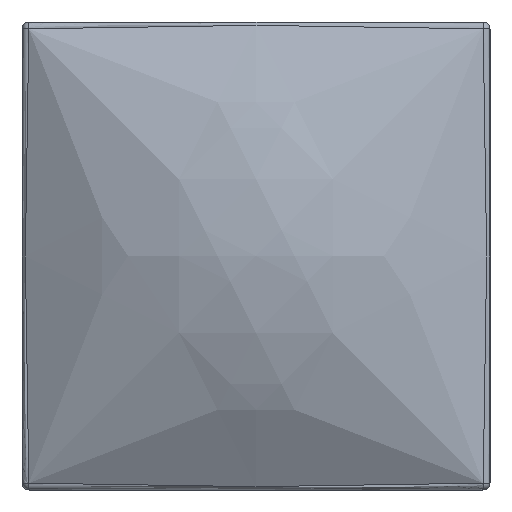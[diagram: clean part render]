
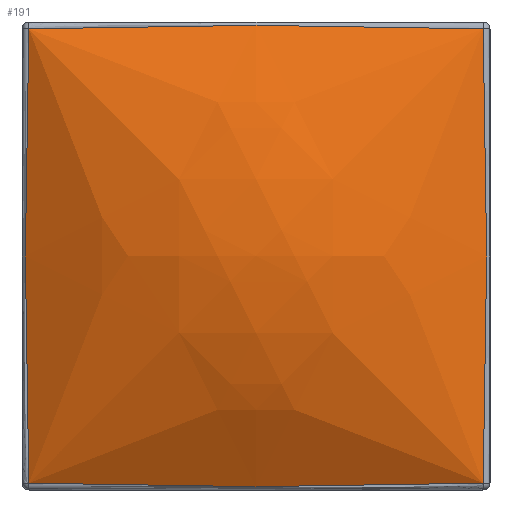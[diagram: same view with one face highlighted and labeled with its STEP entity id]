
A CAD part, left-side view. The second image highlights one B-rep face of the part: STEP entity #191.
In plain terms, the highlighted free-form (B-spline) face has degree [3, 3] with [4, 4] control points.
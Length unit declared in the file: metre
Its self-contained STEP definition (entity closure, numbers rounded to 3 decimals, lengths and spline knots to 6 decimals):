
#191=ADVANCED_FACE('0:163',(#376),#377,.F.);
#376=FACE_OUTER_BOUND('',#579,.T.);
#377=B_SPLINE_SURFACE_WITH_KNOTS('',3,3,((#580,#581,#582,#583),(#584,#585,#586,#587),(#588,#589,#590,#591),(#592,#593,#594,#595)),.UNSPECIFIED.,.F.,.F.,.F.,(4,4),(4,4),(0.003239,0.996761),(0.003239,0.996761),.UNSPECIFIED.);
#579=EDGE_LOOP('',(#1070,#1071,#1072,#1073));
#580=CARTESIAN_POINT('',(-0.0008,0.00041,-0.00001));
#581=CARTESIAN_POINT('',(-0.000802,0.000137,-0.00001));
#582=CARTESIAN_POINT('',(-0.000802,-0.000137,-0.00001));
#583=CARTESIAN_POINT('',(-0.0008,-0.00041,-0.00001));
#584=CARTESIAN_POINT('',(-0.000802,0.00041,0.000263));
#585=CARTESIAN_POINT('',(-0.00103,0.000137,0.000263));
#586=CARTESIAN_POINT('',(-0.00103,-0.000137,0.000263));
#587=CARTESIAN_POINT('',(-0.000802,-0.00041,0.000263));
#588=CARTESIAN_POINT('',(-0.000802,0.00041,0.000537));
#589=CARTESIAN_POINT('',(-0.00103,0.000137,0.000537));
#590=CARTESIAN_POINT('',(-0.00103,-0.000137,0.000537));
#591=CARTESIAN_POINT('',(-0.000802,-0.00041,0.000537));
#592=CARTESIAN_POINT('',(-0.0008,0.00041,0.00081));
#593=CARTESIAN_POINT('',(-0.000802,0.000137,0.00081));
#594=CARTESIAN_POINT('',(-0.000802,-0.000137,0.00081));
#595=CARTESIAN_POINT('',(-0.0008,-0.00041,0.00081));
#1070=ORIENTED_EDGE('',*,*,#1466,.T.);
#1071=ORIENTED_EDGE('',*,*,#1467,.T.);
#1072=ORIENTED_EDGE('',*,*,#1468,.T.);
#1073=ORIENTED_EDGE('',*,*,#1469,.T.);
#1466=EDGE_CURVE('0:277',#1683,#1684,#1685,.T.);
#1467=EDGE_CURVE('0:280',#1684,#1686,#1687,.T.);
#1468=EDGE_CURVE('0:283',#1686,#1688,#1689,.T.);
#1469=EDGE_CURVE('0:286',#1688,#1683,#1690,.T.);
#1683=VERTEX_POINT('NONE',#2008);
#1684=VERTEX_POINT('NONE',#2009);
#1685=B_SPLINE_CURVE_WITH_KNOTS('',3,(#2010,#2011,#2012,#2013,#2014,#2015,#2016,#2017,#2018,#2019,#2020,#2021,#2022),.UNSPECIFIED.,.F.,.F.,(4,3,3,3,4),(0.0,0.000086,0.000401,0.000716,0.000801),.UNSPECIFIED.);
#1686=VERTEX_POINT('NONE',#2023);
#1687=B_SPLINE_CURVE_WITH_KNOTS('',3,(#2024,#2025,#2026,#2027,#2028,#2029,#2030,#2031,#2032,#2033,#2034,#2035,#2036),.UNSPECIFIED.,.F.,.F.,(4,3,3,3,4),(0.,0.000086,0.000401,0.000716,0.000801),.UNSPECIFIED.);
#1688=VERTEX_POINT('NONE',#2037);
#1689=B_SPLINE_CURVE_WITH_KNOTS('',3,(#2038,#2039,#2040,#2041,#2042,#2043,#2044,#2045,#2046,#2047,#2048,#2049,#2050),.UNSPECIFIED.,.F.,.F.,(4,3,3,3,4),(0.0,0.000086,0.000401,0.000716,0.000801),.UNSPECIFIED.);
#1690=B_SPLINE_CURVE_WITH_KNOTS('',3,(#2051,#2052,#2053,#2054,#2055,#2056,#2057,#2058,#2059,#2060,#2061,#2062,#2063),.UNSPECIFIED.,.F.,.F.,(4,3,3,3,4),(0.0,0.000086,0.000401,0.000716,0.000801),.UNSPECIFIED.);
#2008=CARTESIAN_POINT('',(-0.0008,0.0004,0.0008));
#2009=CARTESIAN_POINT('',(-0.0008,0.0004,0.));
#2010=CARTESIAN_POINT('',(-0.0008,0.0004,0.0008));
#2011=CARTESIAN_POINT('',(-0.000801,0.000401,0.000772));
#2012=CARTESIAN_POINT('',(-0.000802,0.000402,0.000743));
#2013=CARTESIAN_POINT('',(-0.000802,0.000403,0.000715));
#2014=CARTESIAN_POINT('',(-0.000804,0.000406,0.00061));
#2015=CARTESIAN_POINT('',(-0.000804,0.000407,0.000505));
#2016=CARTESIAN_POINT('',(-0.000804,0.000407,0.0004));
#2017=CARTESIAN_POINT('',(-0.000804,0.000407,0.000295));
#2018=CARTESIAN_POINT('',(-0.000804,0.000406,0.00019));
#2019=CARTESIAN_POINT('',(-0.000802,0.000403,0.000085));
#2020=CARTESIAN_POINT('',(-0.000802,0.000402,0.000056));
#2021=CARTESIAN_POINT('',(-0.000801,0.000401,0.000028));
#2022=CARTESIAN_POINT('',(-0.0008,0.0004,0.));
#2023=CARTESIAN_POINT('',(-0.0008,-0.0004,0.));
#2024=CARTESIAN_POINT('',(-0.0008,0.0004,0.));
#2025=CARTESIAN_POINT('',(-0.000801,0.000372,-0.000001));
#2026=CARTESIAN_POINT('',(-0.000802,0.000343,-0.000002));
#2027=CARTESIAN_POINT('',(-0.000802,0.000315,-0.000003));
#2028=CARTESIAN_POINT('',(-0.000804,0.00021,-0.000006));
#2029=CARTESIAN_POINT('',(-0.000804,0.000105,-0.000007));
#2030=CARTESIAN_POINT('',(-0.000804,0.,-0.000007));
#2031=CARTESIAN_POINT('',(-0.000804,-0.000105,-0.000007));
#2032=CARTESIAN_POINT('',(-0.000804,-0.00021,-0.000006));
#2033=CARTESIAN_POINT('',(-0.000802,-0.000315,-0.000003));
#2034=CARTESIAN_POINT('',(-0.000802,-0.000344,-0.000002));
#2035=CARTESIAN_POINT('',(-0.000801,-0.000372,-0.000001));
#2036=CARTESIAN_POINT('',(-0.0008,-0.0004,0.));
#2037=CARTESIAN_POINT('',(-0.0008,-0.0004,0.0008));
#2038=CARTESIAN_POINT('',(-0.0008,-0.0004,0.));
#2039=CARTESIAN_POINT('',(-0.000801,-0.000401,0.000028));
#2040=CARTESIAN_POINT('',(-0.000802,-0.000402,0.000057));
#2041=CARTESIAN_POINT('',(-0.000802,-0.000403,0.000085));
#2042=CARTESIAN_POINT('',(-0.000804,-0.000406,0.00019));
#2043=CARTESIAN_POINT('',(-0.000804,-0.000407,0.000295));
#2044=CARTESIAN_POINT('',(-0.000804,-0.000407,0.0004));
#2045=CARTESIAN_POINT('',(-0.000804,-0.000407,0.000505));
#2046=CARTESIAN_POINT('',(-0.000804,-0.000406,0.00061));
#2047=CARTESIAN_POINT('',(-0.000802,-0.000403,0.000715));
#2048=CARTESIAN_POINT('',(-0.000802,-0.000402,0.000744));
#2049=CARTESIAN_POINT('',(-0.000801,-0.000401,0.000772));
#2050=CARTESIAN_POINT('',(-0.0008,-0.0004,0.0008));
#2051=CARTESIAN_POINT('',(-0.0008,-0.0004,0.0008));
#2052=CARTESIAN_POINT('',(-0.000801,-0.000372,0.000801));
#2053=CARTESIAN_POINT('',(-0.000802,-0.000343,0.000802));
#2054=CARTESIAN_POINT('',(-0.000802,-0.000315,0.000803));
#2055=CARTESIAN_POINT('',(-0.000804,-0.00021,0.000806));
#2056=CARTESIAN_POINT('',(-0.000804,-0.000105,0.000807));
#2057=CARTESIAN_POINT('',(-0.000804,0.,0.000807));
#2058=CARTESIAN_POINT('',(-0.000804,0.000105,0.000807));
#2059=CARTESIAN_POINT('',(-0.000804,0.00021,0.000806));
#2060=CARTESIAN_POINT('',(-0.000802,0.000315,0.000803));
#2061=CARTESIAN_POINT('',(-0.000802,0.000344,0.000802));
#2062=CARTESIAN_POINT('',(-0.000801,0.000372,0.000801));
#2063=CARTESIAN_POINT('',(-0.0008,0.0004,0.0008));
